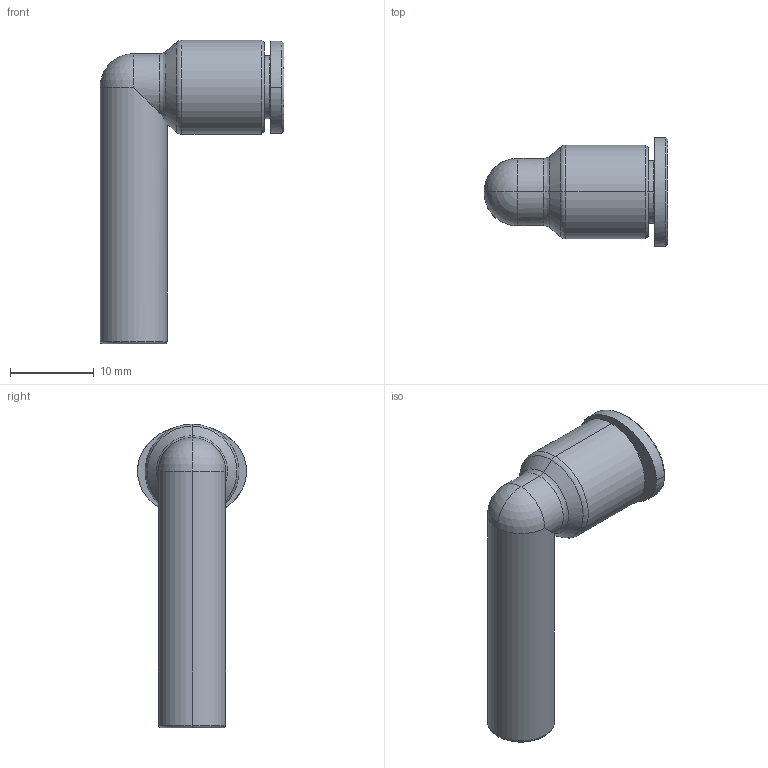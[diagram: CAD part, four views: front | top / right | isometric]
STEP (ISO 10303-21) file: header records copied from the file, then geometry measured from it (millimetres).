
FILE_DESCRIPTION((''),'2;1');
FILE_NAME('GPLGJ_0806(3D).stp','2012-12-21T10:23:11',(''),(''),'Mechanical Desktop.R8.0.24.0','Mechanical Desktop.R8.0.24.0',', , ');
FILE_SCHEMA(('CONFIG_CONTROL_DESIGN'));
Length unit declared in the file: millimetre
Products named in the file (2): GPLGJ_0806(3D); ºÎÇ°1
Assembly tree (1 placements, depth 2):
  GPLGJ_0806(3D)
    ºÎÇ°1
Bounding box: 21.95 x 13 x 36.2 mm (x, y, z)
Volume: 2580.6 mm3; surface area: 1926.7 mm2
Topology: 1 solids, 1 shells, 234 faces, 642 edges, 421 vertices
Faces by surface type: plane 169, bspline 32, cylinder 21, cone 6, torus 4, sphere 2
Entity records: 8363 total; most frequent: CARTESIAN_POINT 2361, ORIENTED_EDGE 1280, DIRECTION 1148, EDGE_CURVE 640, VECTOR 516, LINE 516, VERTEX_POINT 421, AXIS2_PLACEMENT_3D 316
